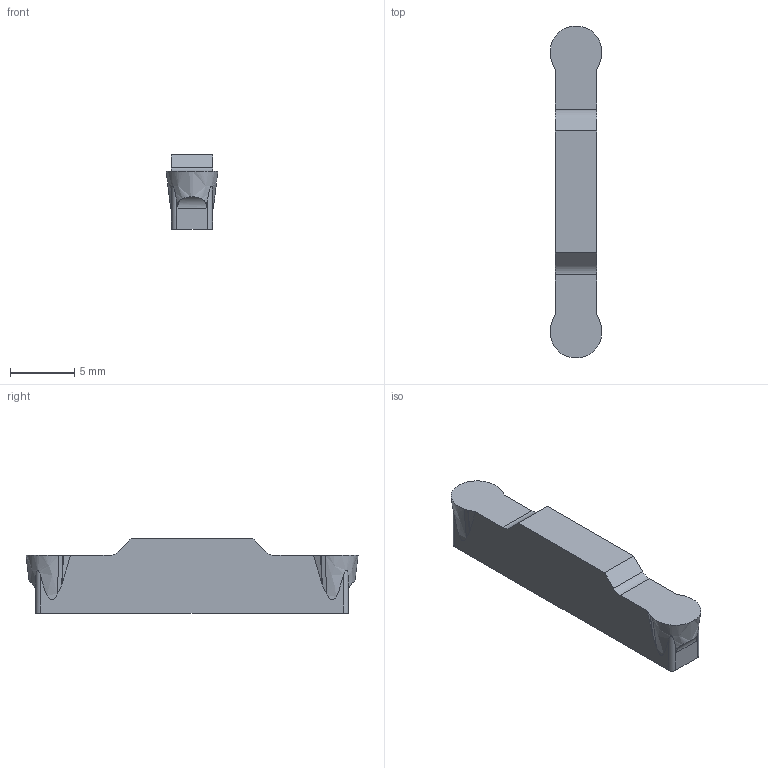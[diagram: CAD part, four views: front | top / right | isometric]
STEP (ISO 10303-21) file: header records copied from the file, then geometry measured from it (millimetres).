
FILE_DESCRIPTION(/* description */ (''),/* implementation_level */ '2;1');
FILE_NAME(/* name */ 'n123h2-0400-rm-1125_cut_20190521_133436_1.stp',/* time_stamp */ '2019-05-21T13:35:49+02:00',/* author */ (''),/* organization */ ('SMS'),/* preprocessor_version */ 'ST-DEVELOPER v15',/* originating_system */ 'SIEMENS PLM Software NX 8.5',/* authorisation */ '');
FILE_SCHEMA (('AUTOMOTIVE_DESIGN { 1 0 10303 214 3 1 1 1 }'));
Length unit declared in the file: millimetre
Products named in the file (1): N123H2-0400-RM-1125_CUT_20190521_133436_1
Bounding box: 4.04 x 25.89 x 5.79 mm (x, y, z)
Volume: 405.4 mm3; surface area: 442.3 mm2
Topology: 1 solids, 1 shells, 32 faces, 91 edges, 63 vertices
Faces by surface type: plane 18, cylinder 8, bspline 6
Entity records: 1556 total; most frequent: CARTESIAN_POINT 748, ORIENTED_EDGE 180, DIRECTION 126, EDGE_CURVE 90, VERTEX_POINT 60, LINE 52, VECTOR 52, AXIS2_PLACEMENT_3D 37
